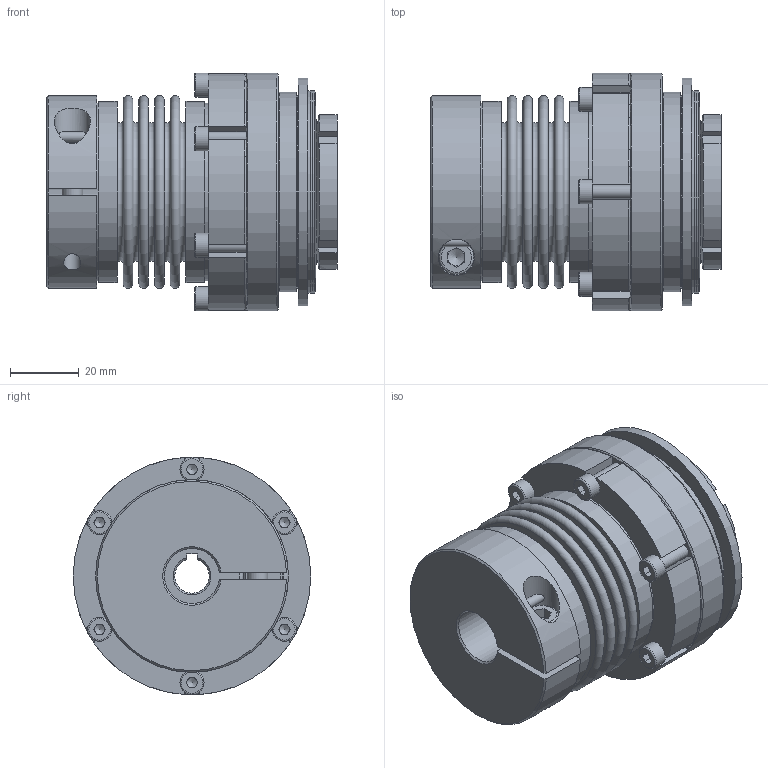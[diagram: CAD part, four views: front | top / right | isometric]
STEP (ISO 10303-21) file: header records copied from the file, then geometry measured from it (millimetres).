
FILE_DESCRIPTION( ( 'Unknown' ), '1' );
FILE_NAME( 'SKW-KP 45.stp', 'Unknown', ( 'Unknown' ), ( 'Unknown' ), 'PSStep 10.1', 'Unknown', ' ' );
FILE_SCHEMA( ( 'AUTOMOTIVE_DESIGN { 1 0 10303 214 1 1 1 1 }' ) );
Length unit declared in the file: millimetre
Products named in the file (2): 27920751
Bounding box: 84.5 x 69 x 69 mm (x, y, z)
Volume: 156623.7 mm3; surface area: 83565 mm2
Topology: 2 solids, 6 shells, 432 faces, 1101 edges, 698 vertices
Faces by surface type: plane 222, cylinder 83, torus 75, cone 38, sphere 14
Full cylindrical faces by diameter (mm): 2 x2, 3 x1, 3.3 x8, 4 x6, 5 x1, 6 x1, 6.4 x1, 7 x6, 10 x1, 10.5 x1, 28.6 x1, 29.8 x1, 30 x2, 35 x1, 35.2 x1, 36 x1, 38 x1, 38.2 x2, 38.893 x1, 39.293 x1, 42 x1, 43 x1, 47.1 x3, 51.6 x1, 52.6 x2, 55 x3, 55.8 x2, 58 x1, 66 x1, 69 x1
Entity records: 16585 total; most frequent: CARTESIAN_POINT 3625, DIRECTION 2014, ORIENTED_EDGE 1730, EDGE_CURVE 865, AXIS2_PLACEMENT_3D 839, EDGE_LOOP 655, VERTEX_POINT 618, FACE_OUTER_BOUND 521
